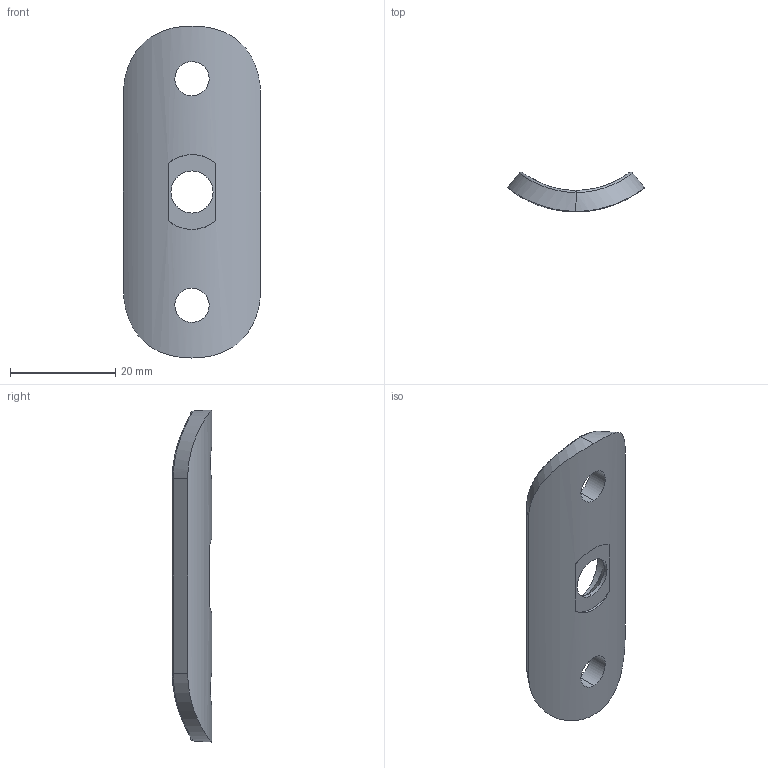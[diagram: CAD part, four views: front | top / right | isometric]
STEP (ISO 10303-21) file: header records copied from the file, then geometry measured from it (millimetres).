
FILE_DESCRIPTION (( 'STEP AP203' ), '1' );
FILE_NAME ('50223-ST-33.STEP', '2016-10-14T12:26:43', ( '' ), ( '' ), 'SwSTEP 2.0', 'SolidWorks 2015', '' );
FILE_SCHEMA (( 'CONFIG_CONTROL_DESIGN' ));
Length unit declared in the file: millimetre
Products named in the file (1): 50223-ST-33
Bounding box: 26 x 7.48 x 63 mm (x, y, z)
Volume: 5161.1 mm3; surface area: 3526 mm2
Topology: 1 solids, 1 shells, 284 faces, 764 edges, 506 vertices
Faces by surface type: bspline 138, plane 121, cylinder 23, cone 2
Entity records: 15970 total; most frequent: CARTESIAN_POINT 9732, ORIENTED_EDGE 1528, DIRECTION 809, EDGE_CURVE 764, VERTEX_POINT 506, VECTOR 401, LINE 401, EDGE_LOOP 314
